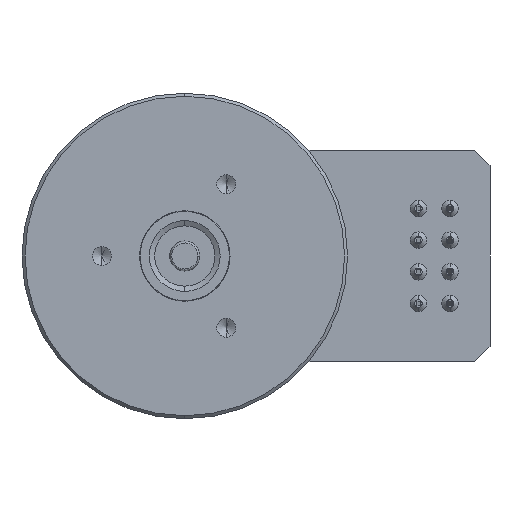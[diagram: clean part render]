
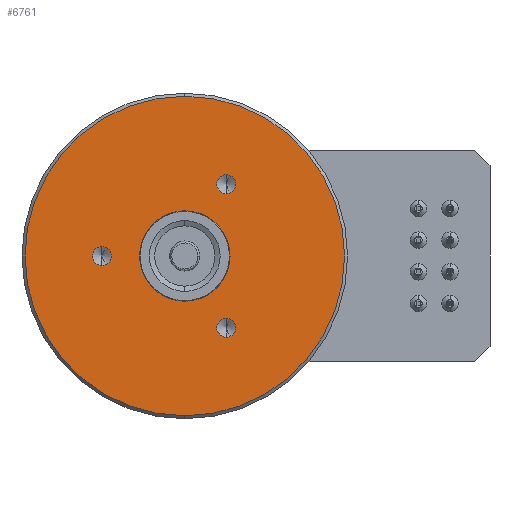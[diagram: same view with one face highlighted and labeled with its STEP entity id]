
A CAD part, left-side view. The second image highlights one B-rep face of the part: STEP entity #6761.
In plain terms, the highlighted planar face has unit normal (-1, 0, 0).
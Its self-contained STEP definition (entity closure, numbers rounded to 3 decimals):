
#59 = CARTESIAN_POINT ( 'NONE',  ( 0., 0., 21.2 ) ) ;
#66 = AXIS2_PLACEMENT_3D ( 'NONE', #3176, #5260, #1538 ) ;
#76 = VERTEX_POINT ( 'NONE', #5789 ) ;
#79 = CIRCLE ( 'NONE', #2044, 1.25 ) ;
#160 = ORIENTED_EDGE ( 'NONE', *, *, #5608, .F. ) ;
#254 = DIRECTION ( 'NONE',  ( -1., 0., 0. ) ) ;
#262 = DIRECTION ( 'NONE',  ( -1., 0., 0. ) ) ;
#327 = AXIS2_PLACEMENT_3D ( 'NONE', #5944, #635, #587 ) ;
#508 = VERTEX_POINT ( 'NONE', #1405 ) ;
#587 = DIRECTION ( 'NONE',  ( 0., 0., 1. ) ) ;
#627 = CARTESIAN_POINT ( 'NONE',  ( 0., -5.5, 10.776 ) ) ;
#635 = DIRECTION ( 'NONE',  ( -1., 0., 0. ) ) ;
#762 = AXIS2_PLACEMENT_3D ( 'NONE', #4831, #1598, #5346 ) ;
#851 = DIRECTION ( 'NONE',  ( 0., 0., 1. ) ) ;
#852 = CARTESIAN_POINT ( 'NONE',  ( 0., 11., 1.25 ) ) ;
#915 = CIRCLE ( 'NONE', #66, 6. ) ;
#924 = CARTESIAN_POINT ( 'NONE',  ( 0., 11., -1.25 ) ) ;
#1032 = CARTESIAN_POINT ( 'NONE',  ( 0., 0., 6. ) ) ;
#1066 = CARTESIAN_POINT ( 'NONE',  ( 0., -5.5, -8.276 ) ) ;
#1075 = FACE_OUTER_BOUND ( 'NONE', #5880, .T. ) ;
#1333 = DIRECTION ( 'NONE',  ( -1., 0., 0. ) ) ;
#1359 = CIRCLE ( 'NONE', #3912, 21.2 ) ;
#1405 = CARTESIAN_POINT ( 'NONE',  ( 0., 0., -6. ) ) ;
#1531 = DIRECTION ( 'NONE',  ( 0., 0., 1. ) ) ;
#1538 = DIRECTION ( 'NONE',  ( 0., 0., 1. ) ) ;
#1573 = EDGE_CURVE ( 'NONE', #1761, #3998, #3304, .T. ) ;
#1598 = DIRECTION ( 'NONE',  ( -1., 0., 0. ) ) ;
#1761 = VERTEX_POINT ( 'NONE', #627 ) ;
#1861 = AXIS2_PLACEMENT_3D ( 'NONE', #5697, #2519, #3625 ) ;
#1882 = EDGE_CURVE ( 'NONE', #2065, #76, #2705, .T. ) ;
#1964 = VERTEX_POINT ( 'NONE', #852 ) ;
#2006 = AXIS2_PLACEMENT_3D ( 'NONE', #6448, #2208, #2699 ) ;
#2036 = EDGE_CURVE ( 'NONE', #3998, #1761, #6366, .T. ) ;
#2044 = AXIS2_PLACEMENT_3D ( 'NONE', #5211, #6207, #851 ) ;
#2065 = VERTEX_POINT ( 'NONE', #59 ) ;
#2078 = FACE_BOUND ( 'NONE', #3737, .T. ) ;
#2208 = DIRECTION ( 'NONE',  ( -1., 0., 0. ) ) ;
#2243 = CARTESIAN_POINT ( 'NONE',  ( 0., -5.5, 9.526 ) ) ;
#2519 = DIRECTION ( 'NONE',  ( -1., 0., 0. ) ) ;
#2699 = DIRECTION ( 'NONE',  ( 0., 0., 1. ) ) ;
#2705 = CIRCLE ( 'NONE', #4026, 21.2 ) ;
#2750 = AXIS2_PLACEMENT_3D ( 'NONE', #5122, #4537, #6180 ) ;
#3014 = EDGE_CURVE ( 'NONE', #508, #3651, #915, .T. ) ;
#3114 = EDGE_CURVE ( 'NONE', #4556, #4320, #4682, .T. ) ;
#3176 = CARTESIAN_POINT ( 'NONE',  ( 0., 0., 0. ) ) ;
#3191 = PLANE ( 'NONE',  #2006 ) ;
#3304 = CIRCLE ( 'NONE', #762, 1.25 ) ;
#3377 = ORIENTED_EDGE ( 'NONE', *, *, #3114, .F. ) ;
#3449 = CARTESIAN_POINT ( 'NONE',  ( 0., 0., 0. ) ) ;
#3625 = DIRECTION ( 'NONE',  ( 0., 0., 1. ) ) ;
#3640 = EDGE_CURVE ( 'NONE', #3651, #508, #5193, .T. ) ;
#3651 = VERTEX_POINT ( 'NONE', #1032 ) ;
#3680 = DIRECTION ( 'NONE',  ( 0., 0., 1. ) ) ;
#3737 = EDGE_LOOP ( 'NONE', ( #160, #3377 ) ) ;
#3750 = CARTESIAN_POINT ( 'NONE',  ( 0., 0., 0. ) ) ;
#3805 = ORIENTED_EDGE ( 'NONE', *, *, #1882, .T. ) ;
#3912 = AXIS2_PLACEMENT_3D ( 'NONE', #3449, #254, #5544 ) ;
#3933 = EDGE_LOOP ( 'NONE', ( #5071, #6598 ) ) ;
#3998 = VERTEX_POINT ( 'NONE', #4022 ) ;
#4022 = CARTESIAN_POINT ( 'NONE',  ( 0., -5.5, 8.276 ) ) ;
#4026 = AXIS2_PLACEMENT_3D ( 'NONE', #6622, #1333, #6135 ) ;
#4071 = ORIENTED_EDGE ( 'NONE', *, *, #5334, .T. ) ;
#4073 = FACE_BOUND ( 'NONE', #5542, .T. ) ;
#4217 = AXIS2_PLACEMENT_3D ( 'NONE', #3750, #4291, #1531 ) ;
#4291 = DIRECTION ( 'NONE',  ( -1., 0., 0. ) ) ;
#4320 = VERTEX_POINT ( 'NONE', #1066 ) ;
#4350 = CIRCLE ( 'NONE', #1861, 1.25 ) ;
#4440 = AXIS2_PLACEMENT_3D ( 'NONE', #2243, #262, #3680 ) ;
#4537 = DIRECTION ( 'NONE',  ( -1., 0., 0. ) ) ;
#4556 = VERTEX_POINT ( 'NONE', #6199 ) ;
#4630 = EDGE_CURVE ( 'NONE', #1964, #6454, #4750, .T. ) ;
#4682 = CIRCLE ( 'NONE', #327, 1.25 ) ;
#4750 = CIRCLE ( 'NONE', #2750, 1.25 ) ;
#4771 = ORIENTED_EDGE ( 'NONE', *, *, #2036, .F. ) ;
#4831 = CARTESIAN_POINT ( 'NONE',  ( 0., -5.5, 9.526 ) ) ;
#5071 = ORIENTED_EDGE ( 'NONE', *, *, #4630, .F. ) ;
#5122 = CARTESIAN_POINT ( 'NONE',  ( 0., 11., 0. ) ) ;
#5193 = CIRCLE ( 'NONE', #4217, 6. ) ;
#5211 = CARTESIAN_POINT ( 'NONE',  ( 0., 11., 0. ) ) ;
#5260 = DIRECTION ( 'NONE',  ( -1., 0., 0. ) ) ;
#5334 = EDGE_CURVE ( 'NONE', #76, #2065, #1359, .T. ) ;
#5346 = DIRECTION ( 'NONE',  ( 0., 0., 1. ) ) ;
#5542 = EDGE_LOOP ( 'NONE', ( #5938, #6142 ) ) ;
#5544 = DIRECTION ( 'NONE',  ( 0., 0., 1. ) ) ;
#5608 = EDGE_CURVE ( 'NONE', #4320, #4556, #4350, .T. ) ;
#5697 = CARTESIAN_POINT ( 'NONE',  ( 0., -5.5, -9.526 ) ) ;
#5789 = CARTESIAN_POINT ( 'NONE',  ( 0., 0., -21.2 ) ) ;
#5880 = EDGE_LOOP ( 'NONE', ( #4071, #3805 ) ) ;
#5938 = ORIENTED_EDGE ( 'NONE', *, *, #3014, .F. ) ;
#5944 = CARTESIAN_POINT ( 'NONE',  ( 0., -5.5, -9.526 ) ) ;
#6135 = DIRECTION ( 'NONE',  ( 0., 0., 1. ) ) ;
#6142 = ORIENTED_EDGE ( 'NONE', *, *, #3640, .F. ) ;
#6180 = DIRECTION ( 'NONE',  ( 0., 0., 1. ) ) ;
#6199 = CARTESIAN_POINT ( 'NONE',  ( 0., -5.5, -10.776 ) ) ;
#6207 = DIRECTION ( 'NONE',  ( -1., 0., 0. ) ) ;
#6215 = EDGE_LOOP ( 'NONE', ( #6393, #4771 ) ) ;
#6319 = FACE_BOUND ( 'NONE', #3933, .T. ) ;
#6366 = CIRCLE ( 'NONE', #4440, 1.25 ) ;
#6393 = ORIENTED_EDGE ( 'NONE', *, *, #1573, .F. ) ;
#6401 = FACE_BOUND ( 'NONE', #6215, .T. ) ;
#6430 = EDGE_CURVE ( 'NONE', #6454, #1964, #79, .T. ) ;
#6448 = CARTESIAN_POINT ( 'NONE',  ( 0., 0., 0. ) ) ;
#6454 = VERTEX_POINT ( 'NONE', #924 ) ;
#6598 = ORIENTED_EDGE ( 'NONE', *, *, #6430, .F. ) ;
#6622 = CARTESIAN_POINT ( 'NONE',  ( 0., 0., 0. ) ) ;
#6761 = ADVANCED_FACE ( 'NONE', ( #1075, #6319, #2078, #6401, #4073 ), #3191, .T. ) ;
